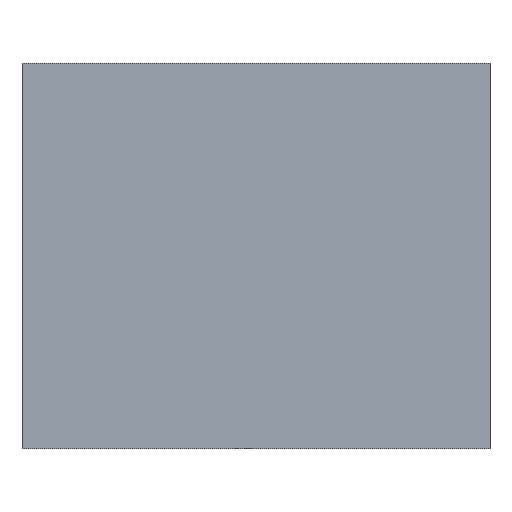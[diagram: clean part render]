
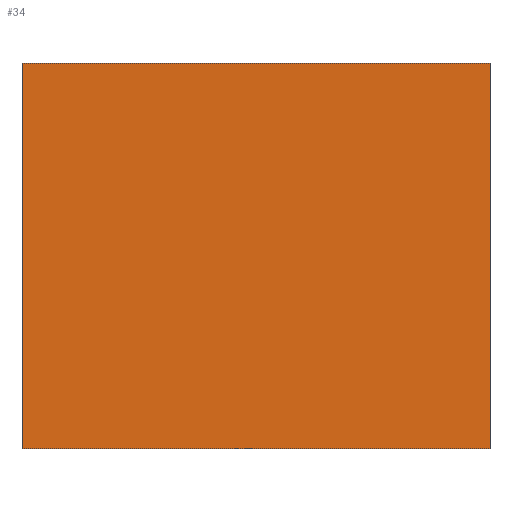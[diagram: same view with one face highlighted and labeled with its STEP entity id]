
A CAD part, left-side view. The second image highlights one B-rep face of the part: STEP entity #34.
In plain terms, the highlighted planar face has unit normal (-1, 0, 0).
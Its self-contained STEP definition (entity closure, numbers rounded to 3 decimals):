
#34=ADVANCED_FACE('',(#46),#40,.F.);
#40=PLANE('',#127);
#46=FACE_OUTER_BOUND('',#52,.T.);
#52=EDGE_LOOP('',(#58,#59,#60,#61));
#58=ORIENTED_EDGE('',*,*,#90,.T.);
#59=ORIENTED_EDGE('',*,*,#91,.F.);
#60=ORIENTED_EDGE('',*,*,#92,.F.);
#61=ORIENTED_EDGE('',*,*,#93,.T.);
#82=VERTEX_POINT('',#161);
#83=VERTEX_POINT('',#162);
#84=VERTEX_POINT('',#164);
#85=VERTEX_POINT('',#166);
#90=EDGE_CURVE('',#82,#83,#102,.T.);
#91=EDGE_CURVE('',#84,#83,#103,.T.);
#92=EDGE_CURVE('',#85,#84,#104,.T.);
#93=EDGE_CURVE('',#85,#82,#105,.T.);
#102=LINE('',#160,#114);
#103=LINE('',#163,#115);
#104=LINE('',#165,#116);
#105=LINE('',#167,#117);
#114=VECTOR('',#135,1.);
#115=VECTOR('',#136,1.);
#116=VECTOR('',#137,1.);
#117=VECTOR('',#138,1.);
#127=AXIS2_PLACEMENT_3D('',#168,#139,#140);
#135=DIRECTION('',(0.,-1.,0.));
#136=DIRECTION('',(0.,0.,-1.));
#137=DIRECTION('',(0.,-1.,0.));
#138=DIRECTION('',(0.,0.,-1.));
#139=DIRECTION('',(1.,0.,0.));
#140=DIRECTION('',(0.,0.,-1.));
#160=CARTESIAN_POINT('',(116.,408.,-168.));
#161=CARTESIAN_POINT('',(116.,408.,-168.));
#162=CARTESIAN_POINT('',(116.,0.,-168.));
#163=CARTESIAN_POINT('',(116.,0.,168.));
#164=CARTESIAN_POINT('',(116.,0.,168.));
#165=CARTESIAN_POINT('',(116.,408.,168.));
#166=CARTESIAN_POINT('',(116.,408.,168.));
#167=CARTESIAN_POINT('',(116.,408.,168.));
#168=CARTESIAN_POINT('',(116.,408.,168.));
